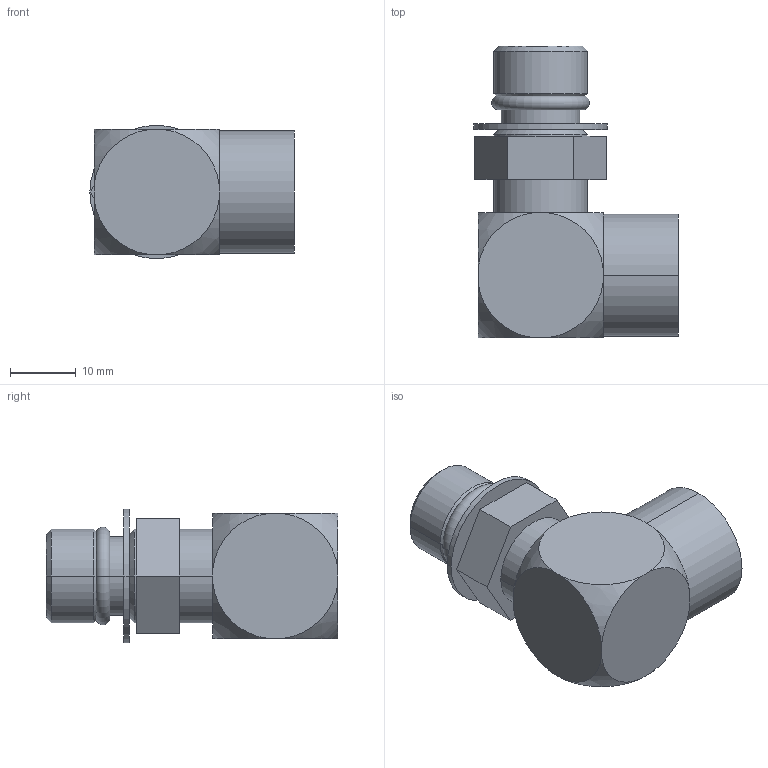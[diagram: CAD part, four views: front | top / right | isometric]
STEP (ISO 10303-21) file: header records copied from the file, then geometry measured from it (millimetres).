
FILE_DESCRIPTION((''),'2;1');
FILE_NAME('ILC30162166','2005-08-18T',('KR'),(''),'PRO/ENGINEER BY PARAMETRIC TECHNOLOGY CORPORATION, 2004290','PRO/ENGINEER BY PARAMETRIC TECHNOLOGY CORPORATION, 2004290','');
FILE_SCHEMA(('AUTOMOTIVE_DESIGN_CC2 { 1 2 10303 214 -1 1 5 2 }'));
Length unit declared in the file: inch
Products named in the file (1): ILC30162166
Bounding box: 31.11 x 44.45 x 20.32 mm (x, y, z)
Volume: 9453.8 mm3; surface area: 6299.3 mm2
Topology: 1 solids, 1 shells, 58 faces, 131 edges, 82 vertices
Faces by surface type: plane 20, cylinder 18, cone 10, sphere 8, torus 2
Entity records: 2269 total; most frequent: DIRECTION 315, CARTESIAN_POINT 305, ORIENTED_EDGE 262, PRESENTATION_STYLE_ASSIGNMENT 138, STYLED_ITEM 132, CURVE_STYLE 131, EDGE_CURVE 131, AXIS2_PLACEMENT_3D 128
